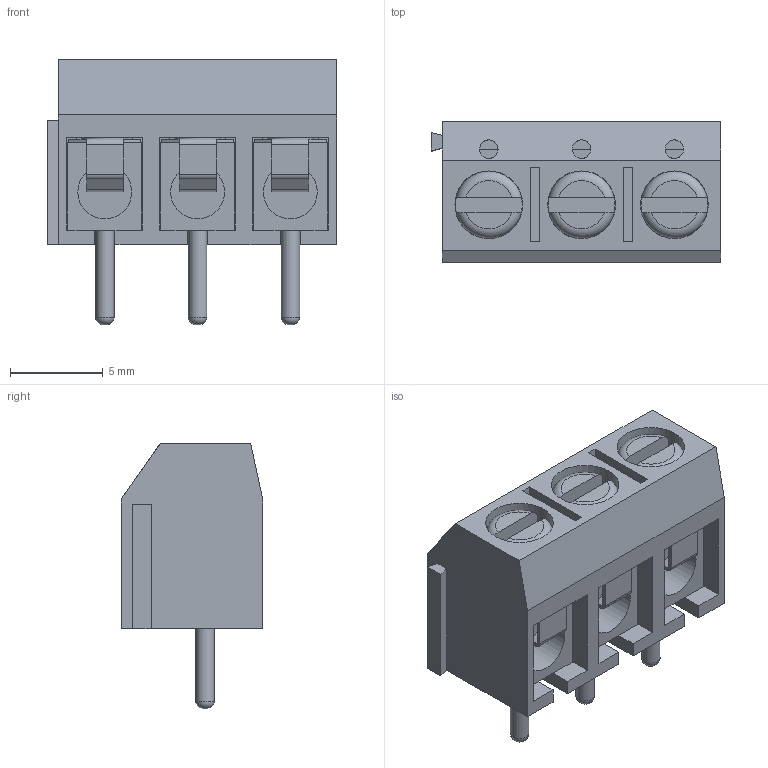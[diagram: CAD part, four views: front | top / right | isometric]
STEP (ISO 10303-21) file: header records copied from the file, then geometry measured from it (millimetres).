
FILE_DESCRIPTION(('STEP AP214'), '1');
FILE_NAME('DG301-5.0-03', '2017-07-15T10:40:06', ('Nobody'), (''), 'ASCON STEP Converter 1.3', 'ASCON Math Kernel', '');
FILE_SCHEMA(('AUTOMOTIVE_DESIGN { 1 0 10303 214 3 1 1}'));
Length unit declared in the file: millimetre
Assembly tree (9 placements, depth 2):
  (unnamed)
    (unnamed)  x3
    (unnamed)  x3
    (unnamed)  x3
Bounding box: 15.6 x 7.6 x 14.3 mm (x, y, z)
Volume: 749.9 mm3; surface area: 2112.9 mm2
Topology: 10 solids, 10 shells, 272 faces, 642 edges, 398 vertices
Faces by surface type: plane 203, cylinder 51, torus 12, cone 6
Full cylindrical faces by diameter (mm): 1 x6, 1.8 x3, 2 x3, 2.5 x3, 2.6 x3, 2.9 x3, 3 x3, 3.6 x3, 3.65 x3
Entity records: 5626 total; most frequent: CARTESIAN_POINT 836, DIRECTION 674, ORIENTED_EDGE 656, EDGE_CURVE 328, LINE 266, VECTOR 266, VERTEX_POINT 222, AXIS2_PLACEMENT_3D 204
